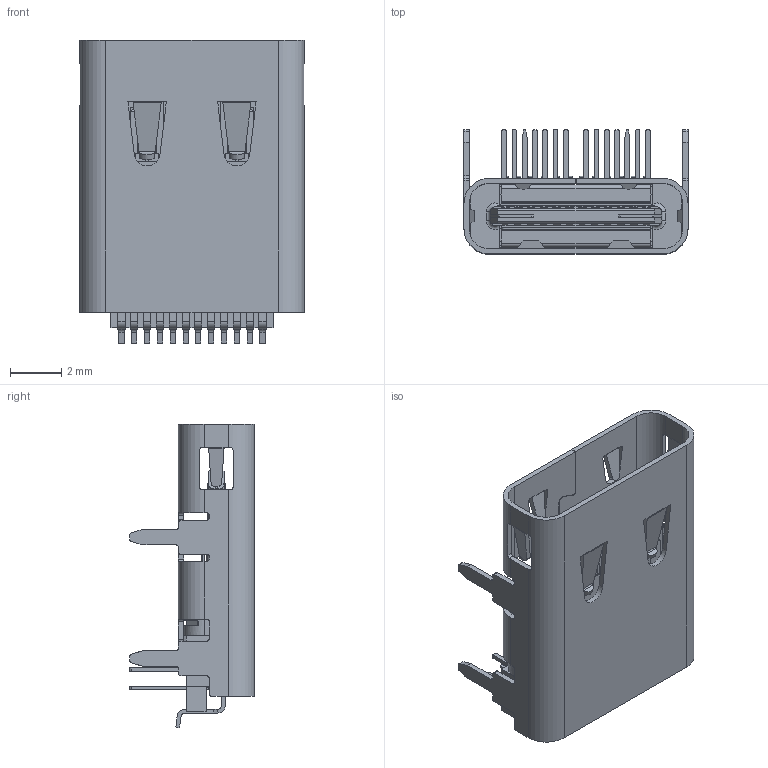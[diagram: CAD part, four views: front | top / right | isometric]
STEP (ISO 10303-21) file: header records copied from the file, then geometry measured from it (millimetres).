
FILE_DESCRIPTION(/* description */ ('Unknown'),/* implementation_level */ '2;1');
FILE_NAME(/* name */ '632723300011',/* time_stamp */ '2023-02-14T17:28:26+01:00',/* author */ ('Unknown'),/* organization */ ('Unknown'),/* preprocessor_version */ 'ST-DEVELOPER v18.102',/* originating_system */ 'Solid Edge',/* authorisation */ 'Unknown');
FILE_SCHEMA (('AUTOMOTIVE_DESIGN {1 0 10303 214 3 1 1}'));
Products named in the file (22): 632723300011; 632723x00011_Housing; 632723300011_Shielding_3_v3; 632723x00011_PIN2_Top_v3; 632723x00011_Housing_TOP; 632723300011_Shielding_1_v3; 632723x00011_PIN1_Top_v3; 632723x00011_Housing_Bottom; 632723300011_PIN1_Bottom_v3; 632723300011_PIN2_Bottom_v3; 632723300011_PIN4_Bottom_v3; 632723300011_PIN5_Bottom_v3; 632723300011_PIN6_Bottom_v3; 632723300011_PIN7_Bottom_v3; 632723x00011_Shielding_2; 632723300011_PIN1_Bottom_v3_mir; 632723300011_PIN4_Bottom_v3_mir; 632723300011_PIN6_Bottom_v3_mir; 632723300011_PIN2_Bottom_v3_mir; 632723300011_PIN5_Bottom_v3_mir; 632723300011_PIN7_Bottom_v3_mir; 632723x00011_Housing_Bottom3
Assembly tree (32 placements, depth 2):
  632723300011
    632723x00011_Housing
    632723300011_Shielding_3_v3
    632723x00011_PIN2_Top_v3  x8
    632723x00011_Housing_TOP
    632723300011_Shielding_1_v3
    632723x00011_PIN1_Top_v3  x4
    632723x00011_Housing_Bottom
    632723300011_PIN1_Bottom_v3
    632723300011_PIN2_Bottom_v3
    632723300011_PIN4_Bottom_v3
    632723300011_PIN5_Bottom_v3
    632723300011_PIN6_Bottom_v3
    632723300011_PIN7_Bottom_v3
    632723x00011_Shielding_2  x2
    632723300011_PIN1_Bottom_v3_mir
    632723300011_PIN4_Bottom_v3_mir
    632723300011_PIN6_Bottom_v3_mir
    632723300011_PIN2_Bottom_v3_mir
    632723300011_PIN5_Bottom_v3_mir
    632723300011_PIN7_Bottom_v3_mir
    632723x00011_Housing_Bottom3
Bounding box: 8.74 x 4.86 x 11.83 mm (x, y, z)
Volume: 127.2 mm3; surface area: 1309.6 mm2
Topology: 32 solids, 32 shells, 2090 faces, 5851 edges, 3808 vertices
Faces by surface type: plane 1603, cylinder 395, bspline 64, torus 28
Full cylindrical faces by diameter (mm): 0.4 x6
Entity records: 63615 total; most frequent: CARTESIAN_POINT 18758, ORIENTED_EDGE 9670, DIRECTION 8481, EDGE_CURVE 4835, LINE 3995, VECTOR 3995, VERTEX_POINT 3160, AXIS2_PLACEMENT_3D 2243
